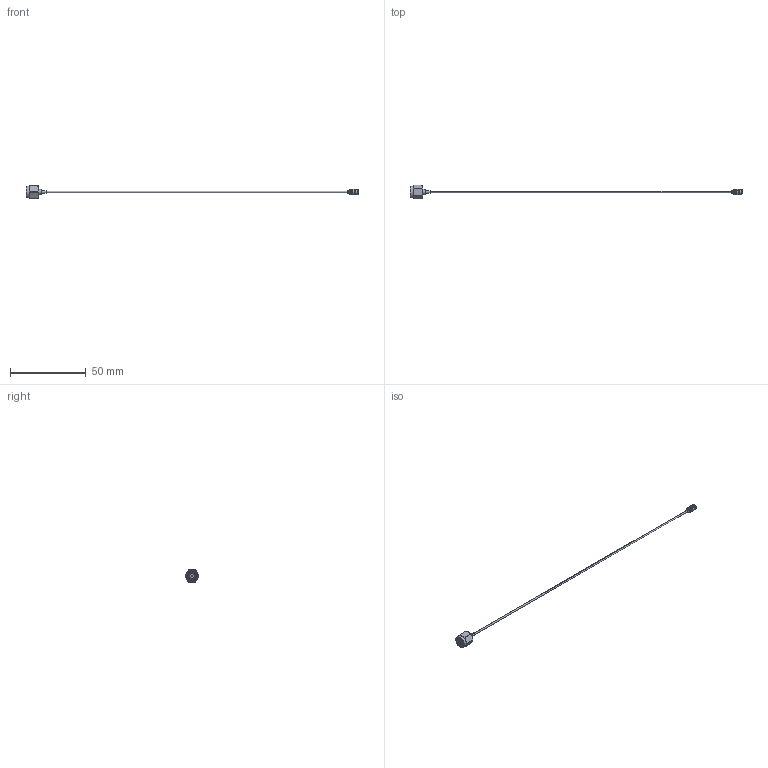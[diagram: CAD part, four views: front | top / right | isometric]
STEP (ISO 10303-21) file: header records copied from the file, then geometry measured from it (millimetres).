
FILE_DESCRIPTION (( 'STEP AP214' ), '1' );
FILE_NAME ('FMCA100386_3D.step', '2025-09-05T22:30:12', ( '' ), ( '' ), 'SwSTEP 2.0', 'SolidWorks 2022', '' );
FILE_SCHEMA (( 'AUTOMOTIVE_DESIGN' ));
Length unit declared in the file: inch
Products named in the file (4): PE517811; PE517813; FMCA100386_3D; PE-SR047-NM^FMCA100386_WITH LABEL
Assembly tree (3 placements, depth 2):
  FMCA100386_3D
    PE-SR047-NM^FMCA100386_WITH LABEL
    PE517811
    PE517813
Bounding box: 218.84 x 8.99 x 7.94 mm (x, y, z)
Volume: 615.4 mm3; surface area: 1462.9 mm2
Topology: 3 solids, 3 shells, 169 faces, 425 edges, 284 vertices
Faces by surface type: cylinder 70, plane 45, cone 37, bspline 17
Entity records: 7079 total; most frequent: CARTESIAN_POINT 3074, ORIENTED_EDGE 850, DIRECTION 737, EDGE_CURVE 425, AXIS2_PLACEMENT_3D 310, VERTEX_POINT 284, EDGE_LOOP 191, ADVANCED_FACE 169
